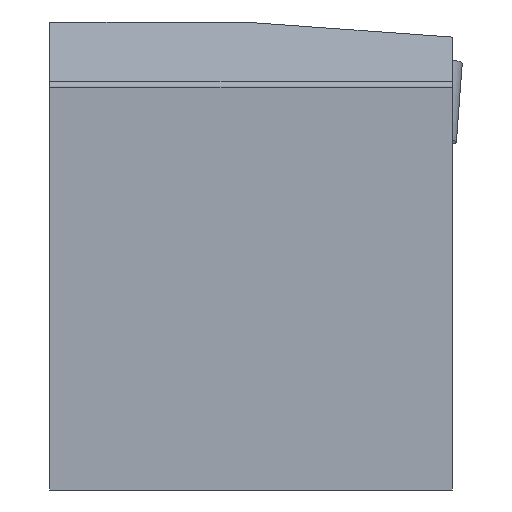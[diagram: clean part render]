
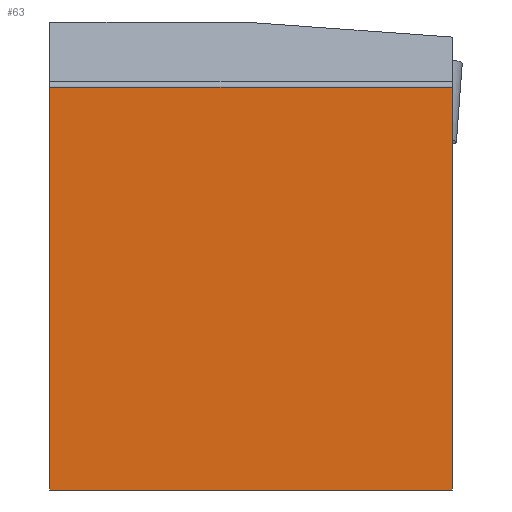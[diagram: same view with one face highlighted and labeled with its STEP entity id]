
A CAD part, left-side view. The second image highlights one B-rep face of the part: STEP entity #63.
In plain terms, the highlighted planar face has unit normal (-1, 0, 0).
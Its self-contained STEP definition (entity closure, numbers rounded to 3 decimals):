
#63=ADVANCED_FACE('',(#103),#86,.F.);
#86=PLANE('',#458);
#103=FACE_OUTER_BOUND('',#123,.T.);
#123=EDGE_LOOP('',(#191,#192,#193,#194));
#191=ORIENTED_EDGE('',*,*,#329,.F.);
#192=ORIENTED_EDGE('',*,*,#308,.F.);
#193=ORIENTED_EDGE('',*,*,#331,.T.);
#194=ORIENTED_EDGE('',*,*,#320,.T.);
#270=VERTEX_POINT('',#609);
#271=VERTEX_POINT('',#611);
#280=VERTEX_POINT('',#634);
#281=VERTEX_POINT('',#636);
#308=EDGE_CURVE('',#270,#271,#363,.T.);
#320=EDGE_CURVE('',#281,#280,#375,.T.);
#329=EDGE_CURVE('',#271,#280,#383,.T.);
#331=EDGE_CURVE('',#270,#281,#385,.T.);
#363=LINE('',#610,#407);
#375=LINE('',#635,#419);
#383=LINE('',#652,#427);
#385=LINE('',#655,#429);
#407=VECTOR('',#491,1.);
#419=VECTOR('',#509,1.);
#427=VECTOR('',#525,1.);
#429=VECTOR('',#529,1.);
#458=AXIS2_PLACEMENT_3D('',#656,#530,#531);
#491=DIRECTION('',(0.,0.,-1.));
#509=DIRECTION('',(0.,0.,-1.));
#525=DIRECTION('',(0.,1.,0.));
#529=DIRECTION('',(0.,1.,0.));
#530=DIRECTION('',(1.,0.,0.));
#531=DIRECTION('',(0.,0.,1.));
#609=CARTESIAN_POINT('',(-251.654,-5.024,0.087));
#610=CARTESIAN_POINT('',(-251.654,-5.024,0.087));
#611=CARTESIAN_POINT('',(-251.654,-5.024,-39.913));
#634=CARTESIAN_POINT('',(-251.654,34.976,-39.913));
#635=CARTESIAN_POINT('',(-251.654,34.976,0.087));
#636=CARTESIAN_POINT('',(-251.654,34.976,0.087));
#652=CARTESIAN_POINT('',(-251.654,-5.024,-39.913));
#655=CARTESIAN_POINT('',(-251.654,-5.024,0.087));
#656=CARTESIAN_POINT('',(-251.654,-5.024,0.087));
